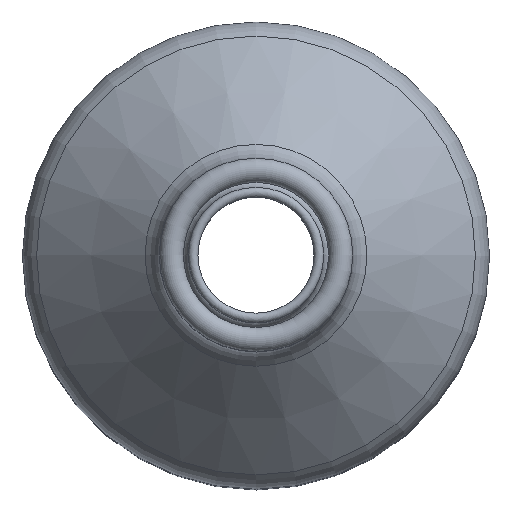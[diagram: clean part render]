
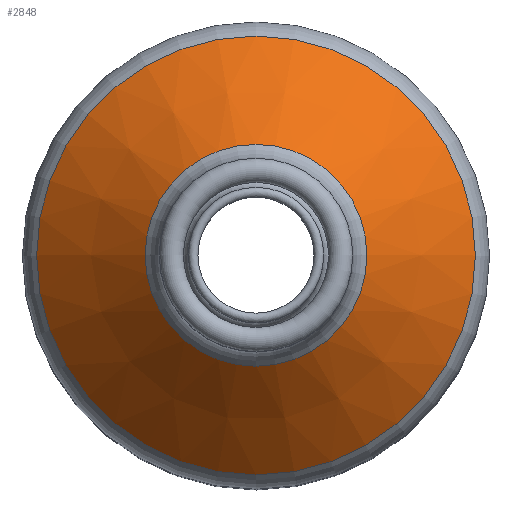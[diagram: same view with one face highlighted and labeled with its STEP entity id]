
A CAD part, top view. The second image highlights one B-rep face of the part: STEP entity #2848.
In plain terms, the highlighted conical face has half-angle 45 degrees and reference radius 17.071 mm.
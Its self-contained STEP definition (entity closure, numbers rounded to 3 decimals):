
#455=CONICAL_SURFACE('',#3057,17.071,45.);
#460=FACE_BOUND('',#870,.T.);
#664=FACE_OUTER_BOUND('',#869,.T.);
#869=EDGE_LOOP('',(#2069));
#870=EDGE_LOOP('',(#2070));
#1275=CIRCLE('',#3055,22.678);
#1277=CIRCLE('',#3058,11.464);
#1419=VERTEX_POINT('',#3754);
#1421=VERTEX_POINT('',#3759);
#1683=EDGE_CURVE('',#1419,#1419,#1275,.T.);
#1685=EDGE_CURVE('',#1421,#1421,#1277,.T.);
#2069=ORIENTED_EDGE('',*,*,#1685,.F.);
#2070=ORIENTED_EDGE('',*,*,#1683,.F.);
#2848=ADVANCED_FACE('',(#664,#460),#455,.T.);
#3055=AXIS2_PLACEMENT_3D('',#3755,#3290,#3291);
#3057=AXIS2_PLACEMENT_3D('',#3758,#3294,#3295);
#3058=AXIS2_PLACEMENT_3D('',#3760,#3296,#3297);
#3290=DIRECTION('center_axis',(0.,0.,-1.));
#3291=DIRECTION('ref_axis',(1.,0.,0.));
#3294=DIRECTION('center_axis',(0.,0.,-1.));
#3295=DIRECTION('ref_axis',(-1.,0.,0.));
#3296=DIRECTION('center_axis',(0.,0.,1.));
#3297=DIRECTION('ref_axis',(1.,0.,0.));
#3754=CARTESIAN_POINT('',(-22.678,0.,-30.698));
#3755=CARTESIAN_POINT('Origin',(0.,0.,-30.698));
#3758=CARTESIAN_POINT('Origin',(0.,0.,-25.092));
#3759=CARTESIAN_POINT('',(-11.464,0.,-19.485));
#3760=CARTESIAN_POINT('Origin',(0.,0.,-19.485));
